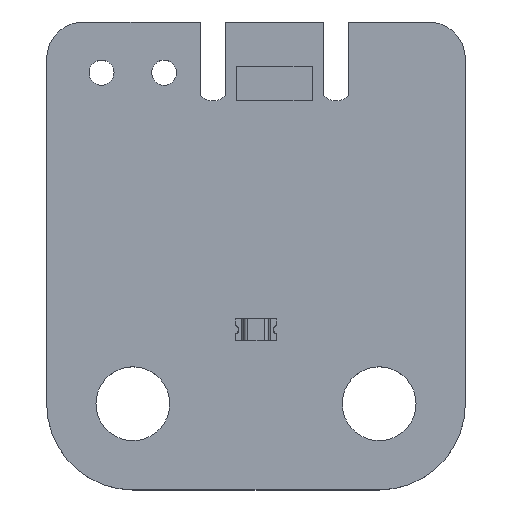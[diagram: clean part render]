
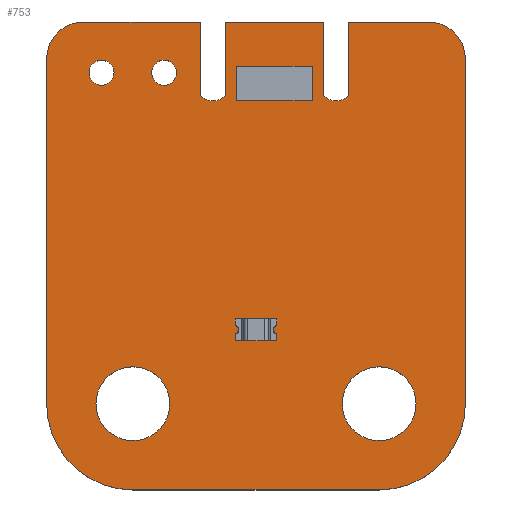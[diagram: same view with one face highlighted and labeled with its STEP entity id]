
A CAD part, top view. The second image highlights one B-rep face of the part: STEP entity #753.
In plain terms, the highlighted planar face has unit normal (0, 0, 1).
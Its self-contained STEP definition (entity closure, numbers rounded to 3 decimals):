
#84 = VERTEX_POINT('',#85);
#85 = CARTESIAN_POINT('',(3.5,0.,1.595));
#91 = EDGE_CURVE('',#84,#92,#94,.T.);
#92 = VERTEX_POINT('',#93);
#93 = CARTESIAN_POINT('',(0.,3.5,1.595));
#94 = CIRCLE('',#95,3.5);
#95 = AXIS2_PLACEMENT_3D('',#96,#97,#98);
#96 = CARTESIAN_POINT('',(3.5,3.5,1.595));
#97 = DIRECTION('',(0.,0.,-1.));
#98 = DIRECTION('',(0.,-1.,0.));
#124 = EDGE_CURVE('',#92,#125,#127,.T.);
#125 = VERTEX_POINT('',#126);
#126 = CARTESIAN_POINT('',(0.,17.5,1.595));
#127 = LINE('',#128,#129);
#128 = CARTESIAN_POINT('',(0.,3.5,1.595));
#129 = VECTOR('',#130,1.);
#130 = DIRECTION('',(0.,1.,0.));
#155 = EDGE_CURVE('',#125,#156,#158,.T.);
#156 = VERTEX_POINT('',#157);
#157 = CARTESIAN_POINT('',(1.5,19.,1.595));
#158 = CIRCLE('',#159,1.499);
#159 = AXIS2_PLACEMENT_3D('',#160,#161,#162);
#160 = CARTESIAN_POINT('',(1.499,17.501,1.595));
#161 = DIRECTION('',(0.,0.,-1.));
#162 = DIRECTION('',(-1.,-0.001,-0.));
#188 = EDGE_CURVE('',#156,#189,#191,.T.);
#189 = VERTEX_POINT('',#190);
#190 = CARTESIAN_POINT('',(6.25,19.,1.595));
#191 = LINE('',#192,#193);
#192 = CARTESIAN_POINT('',(1.5,19.,1.595));
#193 = VECTOR('',#194,1.);
#194 = DIRECTION('',(1.,0.,0.));
#219 = EDGE_CURVE('',#189,#220,#222,.T.);
#220 = VERTEX_POINT('',#221);
#221 = CARTESIAN_POINT('',(6.25,16.,1.595));
#222 = LINE('',#223,#224);
#223 = CARTESIAN_POINT('',(6.25,19.,1.595));
#224 = VECTOR('',#225,1.);
#225 = DIRECTION('',(0.,-1.,0.));
#250 = EDGE_CURVE('',#220,#251,#253,.T.);
#251 = VERTEX_POINT('',#252);
#252 = CARTESIAN_POINT('',(7.25,16.,1.595));
#253 = CIRCLE('',#254,0.707);
#254 = AXIS2_PLACEMENT_3D('',#255,#256,#257);
#255 = CARTESIAN_POINT('',(6.75,16.5,1.595));
#256 = DIRECTION('',(0.,0.,1.));
#257 = DIRECTION('',(-0.707,-0.707,0.));
#283 = EDGE_CURVE('',#251,#284,#286,.T.);
#284 = VERTEX_POINT('',#285);
#285 = CARTESIAN_POINT('',(7.25,19.,1.595));
#286 = LINE('',#287,#288);
#287 = CARTESIAN_POINT('',(7.25,16.,1.595));
#288 = VECTOR('',#289,1.);
#289 = DIRECTION('',(0.,1.,0.));
#314 = EDGE_CURVE('',#284,#315,#317,.T.);
#315 = VERTEX_POINT('',#316);
#316 = CARTESIAN_POINT('',(11.25,19.,1.595));
#317 = LINE('',#318,#319);
#318 = CARTESIAN_POINT('',(7.25,19.,1.595));
#319 = VECTOR('',#320,1.);
#320 = DIRECTION('',(1.,0.,0.));
#345 = EDGE_CURVE('',#315,#346,#348,.T.);
#346 = VERTEX_POINT('',#347);
#347 = CARTESIAN_POINT('',(11.25,16.,1.595));
#348 = LINE('',#349,#350);
#349 = CARTESIAN_POINT('',(11.25,19.,1.595));
#350 = VECTOR('',#351,1.);
#351 = DIRECTION('',(0.,-1.,0.));
#376 = EDGE_CURVE('',#346,#377,#379,.T.);
#377 = VERTEX_POINT('',#378);
#378 = CARTESIAN_POINT('',(12.25,16.,1.595));
#379 = CIRCLE('',#380,0.707);
#380 = AXIS2_PLACEMENT_3D('',#381,#382,#383);
#381 = CARTESIAN_POINT('',(11.75,16.5,1.595));
#382 = DIRECTION('',(0.,0.,1.));
#383 = DIRECTION('',(-0.707,-0.707,0.));
#409 = EDGE_CURVE('',#377,#410,#412,.T.);
#410 = VERTEX_POINT('',#411);
#411 = CARTESIAN_POINT('',(12.25,19.,1.595));
#412 = LINE('',#413,#414);
#413 = CARTESIAN_POINT('',(12.25,16.,1.595));
#414 = VECTOR('',#415,1.);
#415 = DIRECTION('',(0.,1.,0.));
#440 = EDGE_CURVE('',#410,#441,#443,.T.);
#441 = VERTEX_POINT('',#442);
#442 = CARTESIAN_POINT('',(15.5,19.,1.595));
#443 = LINE('',#444,#445);
#444 = CARTESIAN_POINT('',(12.25,19.,1.595));
#445 = VECTOR('',#446,1.);
#446 = DIRECTION('',(1.,0.,0.));
#471 = EDGE_CURVE('',#441,#472,#474,.T.);
#472 = VERTEX_POINT('',#473);
#473 = CARTESIAN_POINT('',(17.,17.5,1.595));
#474 = CIRCLE('',#475,1.499);
#475 = AXIS2_PLACEMENT_3D('',#476,#477,#478);
#476 = CARTESIAN_POINT('',(15.501,17.501,1.595));
#477 = DIRECTION('',(0.,0.,-1.));
#478 = DIRECTION('',(-0.001,1.,0.));
#504 = EDGE_CURVE('',#472,#505,#507,.T.);
#505 = VERTEX_POINT('',#506);
#506 = CARTESIAN_POINT('',(17.,3.5,1.595));
#507 = LINE('',#508,#509);
#508 = CARTESIAN_POINT('',(17.,17.5,1.595));
#509 = VECTOR('',#510,1.);
#510 = DIRECTION('',(0.,-1.,0.));
#535 = EDGE_CURVE('',#505,#536,#538,.T.);
#536 = VERTEX_POINT('',#537);
#537 = CARTESIAN_POINT('',(13.5,0.,1.595));
#538 = CIRCLE('',#539,3.5);
#539 = AXIS2_PLACEMENT_3D('',#540,#541,#542);
#540 = CARTESIAN_POINT('',(13.5,3.5,1.595));
#541 = DIRECTION('',(0.,0.,-1.));
#542 = DIRECTION('',(1.,0.,0.));
#568 = EDGE_CURVE('',#536,#84,#569,.T.);
#569 = LINE('',#570,#571);
#570 = CARTESIAN_POINT('',(13.5,0.,1.595));
#571 = VECTOR('',#572,1.);
#572 = DIRECTION('',(-1.,0.,0.));
#592 = VERTEX_POINT('',#593);
#593 = CARTESIAN_POINT('',(5.,3.5,1.595));
#599 = EDGE_CURVE('',#592,#592,#600,.T.);
#600 = CIRCLE('',#601,1.5);
#601 = AXIS2_PLACEMENT_3D('',#602,#603,#604);
#602 = CARTESIAN_POINT('',(3.5,3.5,1.595));
#603 = DIRECTION('',(0.,0.,1.));
#604 = DIRECTION('',(1.,0.,-0.));
#625 = VERTEX_POINT('',#626);
#626 = CARTESIAN_POINT('',(2.738,16.94,1.595));
#632 = EDGE_CURVE('',#625,#625,#633,.T.);
#633 = CIRCLE('',#634,0.508);
#634 = AXIS2_PLACEMENT_3D('',#635,#636,#637);
#635 = CARTESIAN_POINT('',(2.23,16.94,1.595));
#636 = DIRECTION('',(0.,0.,1.));
#637 = DIRECTION('',(1.,0.,-0.));
#658 = VERTEX_POINT('',#659);
#659 = CARTESIAN_POINT('',(15.,3.5,1.595));
#665 = EDGE_CURVE('',#658,#658,#666,.T.);
#666 = CIRCLE('',#667,1.5);
#667 = AXIS2_PLACEMENT_3D('',#668,#669,#670);
#668 = CARTESIAN_POINT('',(13.5,3.5,1.595));
#669 = DIRECTION('',(0.,0.,1.));
#670 = DIRECTION('',(1.,0.,-0.));
#691 = VERTEX_POINT('',#692);
#692 = CARTESIAN_POINT('',(5.278,16.94,1.595));
#698 = EDGE_CURVE('',#691,#691,#699,.T.);
#699 = CIRCLE('',#700,0.508);
#700 = AXIS2_PLACEMENT_3D('',#701,#702,#703);
#701 = CARTESIAN_POINT('',(4.77,16.94,1.595));
#702 = DIRECTION('',(0.,0.,1.));
#703 = DIRECTION('',(1.,0.,-0.));
#753 = ADVANCED_FACE('',(#754,#772,#775,#778,#781),#784,.F.);
#754 = FACE_BOUND('',#755,.F.);
#755 = EDGE_LOOP('',(#756,#757,#758,#759,#760,#761,#762,#763,#764,#765,
    #766,#767,#768,#769,#770,#771));
#756 = ORIENTED_EDGE('',*,*,#91,.T.);
#757 = ORIENTED_EDGE('',*,*,#124,.T.);
#758 = ORIENTED_EDGE('',*,*,#155,.T.);
#759 = ORIENTED_EDGE('',*,*,#188,.T.);
#760 = ORIENTED_EDGE('',*,*,#219,.T.);
#761 = ORIENTED_EDGE('',*,*,#250,.T.);
#762 = ORIENTED_EDGE('',*,*,#283,.T.);
#763 = ORIENTED_EDGE('',*,*,#314,.T.);
#764 = ORIENTED_EDGE('',*,*,#345,.T.);
#765 = ORIENTED_EDGE('',*,*,#376,.T.);
#766 = ORIENTED_EDGE('',*,*,#409,.T.);
#767 = ORIENTED_EDGE('',*,*,#440,.T.);
#768 = ORIENTED_EDGE('',*,*,#471,.T.);
#769 = ORIENTED_EDGE('',*,*,#504,.T.);
#770 = ORIENTED_EDGE('',*,*,#535,.T.);
#771 = ORIENTED_EDGE('',*,*,#568,.T.);
#772 = FACE_BOUND('',#773,.F.);
#773 = EDGE_LOOP('',(#774));
#774 = ORIENTED_EDGE('',*,*,#599,.T.);
#775 = FACE_BOUND('',#776,.F.);
#776 = EDGE_LOOP('',(#777));
#777 = ORIENTED_EDGE('',*,*,#632,.T.);
#778 = FACE_BOUND('',#779,.F.);
#779 = EDGE_LOOP('',(#780));
#780 = ORIENTED_EDGE('',*,*,#665,.T.);
#781 = FACE_BOUND('',#782,.F.);
#782 = EDGE_LOOP('',(#783));
#783 = ORIENTED_EDGE('',*,*,#698,.T.);
#784 = PLANE('',#785);
#785 = AXIS2_PLACEMENT_3D('',#786,#787,#788);
#786 = CARTESIAN_POINT('',(8.615,10.876,1.595));
#787 = DIRECTION('',(-0.,-0.,-1.));
#788 = DIRECTION('',(-1.,0.,0.));
